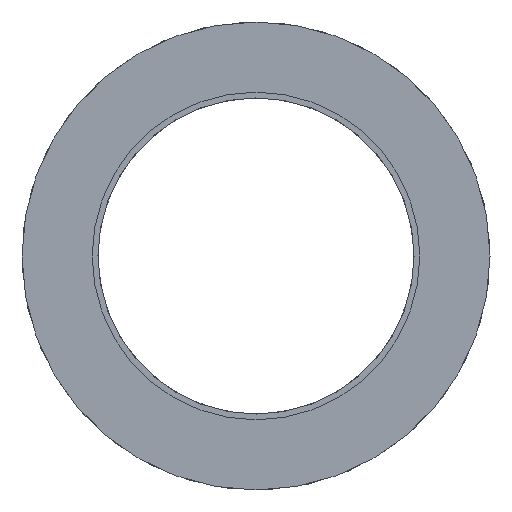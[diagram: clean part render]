
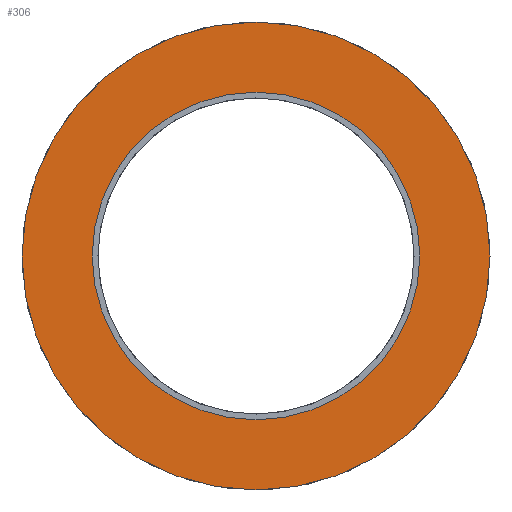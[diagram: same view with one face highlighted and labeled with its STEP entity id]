
A CAD part, front view. The second image highlights one B-rep face of the part: STEP entity #306.
In plain terms, the highlighted face is planar.
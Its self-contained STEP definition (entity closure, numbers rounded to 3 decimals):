
#103=PLANE('',#1635);
#306=ADVANCED_FACE('',(#545,#546),#103,.T.);
#545=FACE_BOUND('',#766,.T.);
#546=FACE_BOUND('',#767,.T.);
#766=EDGE_LOOP('',(#996,#997));
#767=EDGE_LOOP('',(#998,#999));
#996=ORIENTED_EDGE('',*,*,#1261,.T.);
#997=ORIENTED_EDGE('',*,*,#1262,.T.);
#998=ORIENTED_EDGE('',*,*,#1260,.F.);
#999=ORIENTED_EDGE('',*,*,#1259,.F.);
#1137=VERTEX_POINT('',#2469);
#1138=VERTEX_POINT('',#2471);
#1139=VERTEX_POINT('',#2475);
#1140=VERTEX_POINT('',#2476);
#1259=EDGE_CURVE('',#1137,#1138,#1384,.T.);
#1260=EDGE_CURVE('',#1138,#1137,#1385,.T.);
#1261=EDGE_CURVE('',#1139,#1140,#1386,.T.);
#1262=EDGE_CURVE('',#1140,#1139,#1387,.T.);
#1384=CIRCLE('',#1630,37.465);
#1385=CIRCLE('',#1631,37.465);
#1386=CIRCLE('',#1633,26.226);
#1387=CIRCLE('',#1634,26.226);
#1630=AXIS2_PLACEMENT_3D('',#2470,#2090,#2091);
#1631=AXIS2_PLACEMENT_3D('',#2472,#2092,#2093);
#1633=AXIS2_PLACEMENT_3D('',#2474,#2096,#2097);
#1634=AXIS2_PLACEMENT_3D('',#2477,#2098,#2099);
#1635=AXIS2_PLACEMENT_3D('',#2478,#2100,#2101);
#2090=DIRECTION('',(-1.,0.,0.));
#2091=DIRECTION('',(0.,0.,1.));
#2092=DIRECTION('',(-1.,0.,0.));
#2093=DIRECTION('',(0.,0.,1.));
#2096=DIRECTION('',(-1.,0.,0.));
#2097=DIRECTION('',(0.,0.,1.));
#2098=DIRECTION('',(-1.,0.,0.));
#2099=DIRECTION('',(0.,0.,1.));
#2100=DIRECTION('',(1.,0.,0.));
#2101=DIRECTION('',(0.,0.,-1.));
#2469=CARTESIAN_POINT('',(70.,-37.465,0.));
#2470=CARTESIAN_POINT('',(70.,0.,0.));
#2471=CARTESIAN_POINT('',(70.,37.465,0.));
#2472=CARTESIAN_POINT('',(70.,0.,0.));
#2474=CARTESIAN_POINT('',(70.,0.,0.));
#2475=CARTESIAN_POINT('',(70.,26.226,0.));
#2476=CARTESIAN_POINT('',(70.,-26.226,0.));
#2477=CARTESIAN_POINT('',(70.,0.,0.));
#2478=CARTESIAN_POINT('',(70.,37.465,0.));
